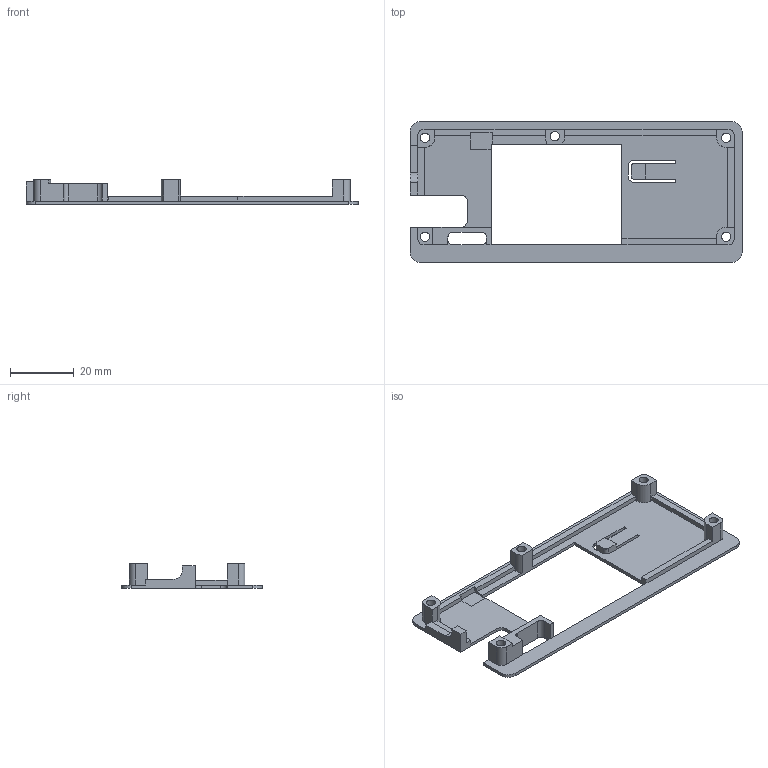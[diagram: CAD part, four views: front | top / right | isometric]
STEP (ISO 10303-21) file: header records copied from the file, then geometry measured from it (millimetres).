
FILE_DESCRIPTION(/* description */ (''),/* implementation_level */ '2;1');
FILE_NAME(/* name */ 'OAK-D-WIFI_BOX_back v9.step',/* time_stamp */ '2021-06-04T07:23:39+09:00',/* author */ (''),/* organization */ (''),/* preprocessor_version */ 'ST-DEVELOPER v18.1',/* originating_system */ 'Autodesk Translation Framework v10.6.0.1341',/* authorisation */ '');
FILE_SCHEMA (('AUTOMOTIVE_DESIGN { 1 0 10303 214 3 1 1 }'));
Length unit declared in the file: millimetre
Products named in the file (1): OAK-D-WIFI_BOX_back
Bounding box: 104 x 44 x 7.7 mm (x, y, z)
Volume: 4544.6 mm3; surface area: 8335.9 mm2
Topology: 1 solids, 1 shells, 103 faces, 306 edges, 203 vertices
Faces by surface type: plane 74, cylinder 29
Full cylindrical faces by diameter (mm): 2.9 x5
Entity records: 3499 total; most frequent: CARTESIAN_POINT 613, ORIENTED_EDGE 612, DIRECTION 572, EDGE_CURVE 306, LINE 248, VECTOR 248, VERTEX_POINT 203, AXIS2_PLACEMENT_3D 162
